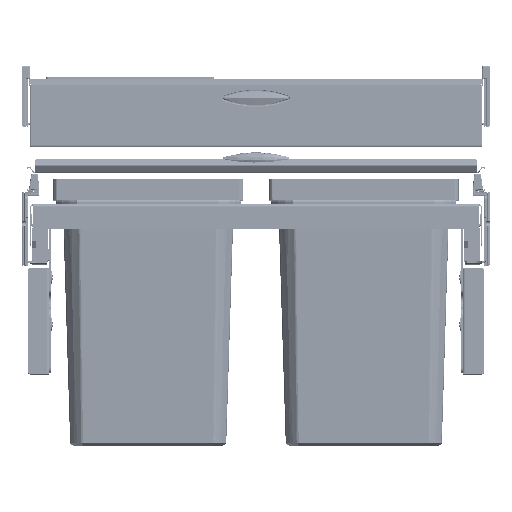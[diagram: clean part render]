
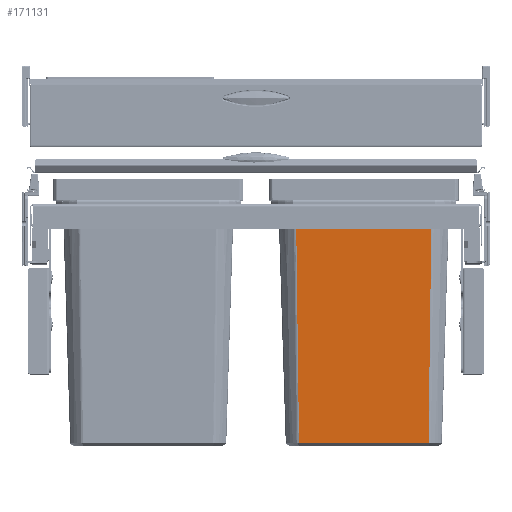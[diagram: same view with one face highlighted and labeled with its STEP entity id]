
A CAD part, top view. The second image highlights one B-rep face of the part: STEP entity #171131.
In plain terms, the highlighted planar face has unit normal (0, -0.031, 1).
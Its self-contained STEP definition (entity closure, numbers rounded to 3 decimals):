
#42108=EDGE_CURVE('9833',#91894,#91891,#91895,.T.);
#42160=EDGE_CURVE('9781',#91891,#91962,#91965,.T.);
#42162=EDGE_CURVE('9817',#91967,#91962,#91968,.T.);
#42164=EDGE_CURVE('9786',#91894,#91967,#91970,.T.);
#91891=VERTEX_POINT('',#170340);
#91894=VERTEX_POINT('',#170351);
#91895=LINE('',#170352,#170353);
#91962=VERTEX_POINT('',#170545);
#91965=B_SPLINE_CURVE_WITH_KNOTS('',3,(#170554,#170555,#170556,#170557,#170558,#170559),.UNSPECIFIED.,.F.,.F.,(4,1,1,4),(0.0,0.333,0.667,1.0),.UNSPECIFIED.);
#91967=VERTEX_POINT('',#170562);
#91968=LINE('',#170563,#170564);
#91970=B_SPLINE_CURVE_WITH_KNOTS('',3,(#170567,#170568,#170569,#170570,#170571,#170572),.UNSPECIFIED.,.F.,.F.,(4,1,1,4),(0.0,0.333,0.667,1.0),.UNSPECIFIED.);
#170340=CARTESIAN_POINT('',(48.371,9.7,-13.429));
#170351=CARTESIAN_POINT('',(213.229,9.7,-13.429));
#170352=CARTESIAN_POINT('',(213.229,9.7,-13.429));
#170353=VECTOR('',#256840,164.857);
#170545=CARTESIAN_POINT('',(52.22,-290.429,-22.784));
#170554=CARTESIAN_POINT('',(48.371,9.7,-13.429));
#170555=CARTESIAN_POINT('',(48.817,-25.384,-14.522));
#170556=CARTESIAN_POINT('',(49.696,-94.395,-16.673));
#170557=CARTESIAN_POINT('',(50.978,-194.435,-19.792));
#170558=CARTESIAN_POINT('',(51.809,-258.816,-21.799));
#170559=CARTESIAN_POINT('',(52.22,-290.429,-22.784));
#170562=CARTESIAN_POINT('',(209.38,-290.429,-22.784));
#170563=CARTESIAN_POINT('',(209.38,-290.429,-22.784));
#170564=VECTOR('',#256852,157.161);
#170567=CARTESIAN_POINT('',(213.229,9.7,-13.429));
#170568=CARTESIAN_POINT('',(212.783,-25.384,-14.522));
#170569=CARTESIAN_POINT('',(211.904,-94.395,-16.673));
#170570=CARTESIAN_POINT('',(210.622,-194.435,-19.792));
#170571=CARTESIAN_POINT('',(209.791,-258.816,-21.799));
#170572=CARTESIAN_POINT('',(209.38,-290.429,-22.784));
#171131=ADVANCED_FACE('7138',(#257214),#257215,.T.);
#256840=DIRECTION('',(-1.0,0.0,0.0));
#256852=DIRECTION('',(-1.0,0.0,0.0));
#257214=FACE_OUTER_BOUND('',#302716,.T.);
#257215=PLANE('',#302717);
#302716=EDGE_LOOP('',(#343364,#343365,#343366,#343367));
#302717=AXIS2_PLACEMENT_3D('',#343368,#343369,#343370);
#343364=ORIENTED_EDGE('',*,*,#42162,.F.);
#343365=ORIENTED_EDGE('',*,*,#42164,.F.);
#343366=ORIENTED_EDGE('',*,*,#42108,.T.);
#343367=ORIENTED_EDGE('',*,*,#42160,.T.);
#343368=CARTESIAN_POINT('',(130.8,-130.569,-17.801));
#343369=DIRECTION('',(0.0,-0.031,1.));
#343370=DIRECTION('',(1.0,0.0,0.0));
